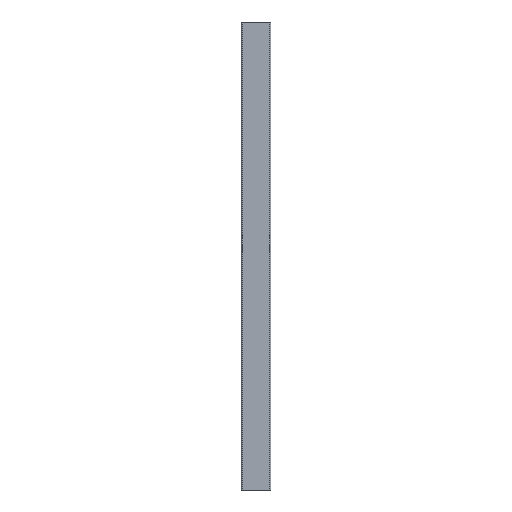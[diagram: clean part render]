
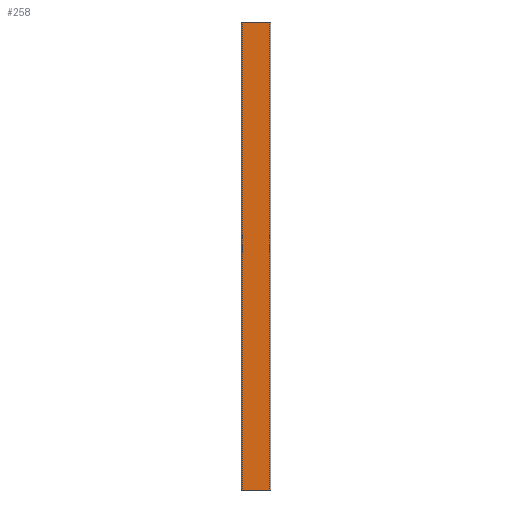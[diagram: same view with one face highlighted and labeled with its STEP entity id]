
A CAD part, front view. The second image highlights one B-rep face of the part: STEP entity #258.
In plain terms, the highlighted planar face has unit normal (0, -1, 0).
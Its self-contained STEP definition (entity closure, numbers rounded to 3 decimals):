
#28 = VECTOR ( 'NONE', #2736, 1000. ) ;
#32 = CARTESIAN_POINT ( 'NONE',  ( 33.843, -50.5, -2000.007 ) ) ;
#143 = VERTEX_POINT ( 'NONE', #1748 ) ;
#246 = EDGE_CURVE ( 'NONE', #1523, #143, #1358, .T. ) ;
#258 = ADVANCED_FACE ( 'NONE', ( #2460 ), #2666, .T. ) ;
#735 = LINE ( 'NONE', #781, #1628 ) ;
#775 = DIRECTION ( 'NONE',  ( 1., 0., 0. ) ) ;
#781 = CARTESIAN_POINT ( 'NONE',  ( -85.357, -50.5, -2000.007 ) ) ;
#802 = CARTESIAN_POINT ( 'NONE',  ( -85.357, -50.5, -0.007 ) ) ;
#966 = ORIENTED_EDGE ( 'NONE', *, *, #2081, .T. ) ;
#1031 = DIRECTION ( 'NONE',  ( 0., 0., 1. ) ) ;
#1047 = ORIENTED_EDGE ( 'NONE', *, *, #1540, .T. ) ;
#1082 = AXIS2_PLACEMENT_3D ( 'NONE', #2650, #2648, #2643 ) ;
#1319 = CARTESIAN_POINT ( 'NONE',  ( 33.843, -50.5, -0.007 ) ) ;
#1327 = VERTEX_POINT ( 'NONE', #1319 ) ;
#1358 = LINE ( 'NONE', #2693, #28 ) ;
#1523 = VERTEX_POINT ( 'NONE', #802 ) ;
#1540 = EDGE_CURVE ( 'NONE', #143, #2039, #735, .T. ) ;
#1628 = VECTOR ( 'NONE', #775, 1000. ) ;
#1691 = VECTOR ( 'NONE', #1031, 1000. ) ;
#1711 = CARTESIAN_POINT ( 'NONE',  ( 33.843, -50.5, 12.5 ) ) ;
#1748 = CARTESIAN_POINT ( 'NONE',  ( -85.357, -50.5, -2000.007 ) ) ;
#1790 = ORIENTED_EDGE ( 'NONE', *, *, #246, .T. ) ;
#1879 = VECTOR ( 'NONE', #2586, 1000. ) ;
#1884 = LINE ( 'NONE', #2022, #1879 ) ;
#1941 = LINE ( 'NONE', #1711, #1691 ) ;
#1952 = EDGE_LOOP ( 'NONE', ( #1047, #966, #2605, #1790 ) ) ;
#2022 = CARTESIAN_POINT ( 'NONE',  ( -9.957, -50.5, -0.007 ) ) ;
#2039 = VERTEX_POINT ( 'NONE', #32 ) ;
#2081 = EDGE_CURVE ( 'NONE', #2039, #1327, #1941, .T. ) ;
#2460 = FACE_OUTER_BOUND ( 'NONE', #1952, .T. ) ;
#2552 = EDGE_CURVE ( 'NONE', #1327, #1523, #1884, .T. ) ;
#2586 = DIRECTION ( 'NONE',  ( -1., 0., 0. ) ) ;
#2605 = ORIENTED_EDGE ( 'NONE', *, *, #2552, .T. ) ;
#2643 = DIRECTION ( 'NONE',  ( 0., 0., -1. ) ) ;
#2648 = DIRECTION ( 'NONE',  ( 0., -1., 0. ) ) ;
#2650 = CARTESIAN_POINT ( 'NONE',  ( -9.957, -50.5, 12.5 ) ) ;
#2666 = PLANE ( 'NONE',  #1082 ) ;
#2693 = CARTESIAN_POINT ( 'NONE',  ( -85.357, -50.5, 12.5 ) ) ;
#2736 = DIRECTION ( 'NONE',  ( 0., 0., -1. ) ) ;
